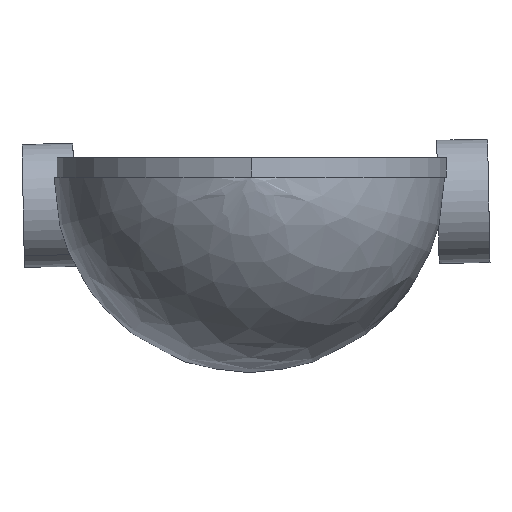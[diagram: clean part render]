
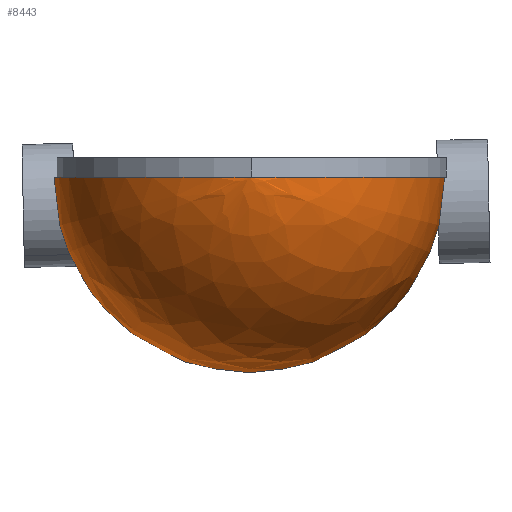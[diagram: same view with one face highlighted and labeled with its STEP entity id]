
A CAD part, left-side view. The second image highlights one B-rep face of the part: STEP entity #8443.
In plain terms, the highlighted free-form (B-spline) face has degree [3, 3] with [6, 4] control points.
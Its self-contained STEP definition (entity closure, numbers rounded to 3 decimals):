
#233 = VERTEX_POINT ( 'NONE', #3927 ) ;
#370 = CARTESIAN_POINT ( 'NONE',  ( 21.196, -58.365, -36.48 ) ) ;
#585 = CARTESIAN_POINT ( 'NONE',  ( 21.196, -67.288, 0. ) ) ;
#890 = CARTESIAN_POINT ( 'NONE',  ( 2.365, 103.379, 0. ) ) ;
#1040 = CARTESIAN_POINT ( 'NONE',  ( -156.725, 54.34, -85.199 ) ) ;
#1090 = CARTESIAN_POINT ( 'NONE',  ( -115.553, 101.408, 0. ) ) ;
#1255 = CARTESIAN_POINT ( 'NONE',  ( -162.954, 11.74, 0. ) ) ;
#1527 = CARTESIAN_POINT ( 'NONE',  ( -162.954, 11.74, 0. ) ) ;
#1580 = CARTESIAN_POINT ( 'NONE',  ( 21.196, 11.74, 0. ) ) ;
#1811 = AXIS2_PLACEMENT_3D ( 'NONE', #6154, #4429, #8063 ) ;
#1837 = CIRCLE ( 'NONE', #4261, 79.029 ) ;
#1870 = VERTEX_POINT ( 'NONE', #5719 ) ;
#1959 = CARTESIAN_POINT ( 'NONE',  ( -156.725, -30.859, -85.199 ) ) ;
#2013 = CARTESIAN_POINT ( 'NONE',  ( -37.063, -92.856, -209.192 ) ) ;
#2067 = CARTESIAN_POINT ( 'NONE',  ( 2.365, 103.379, -183.277 ) ) ;
#2128 = B_SPLINE_CURVE_WITH_KNOTS ( 'NONE', 3,
 ( #1527, #5817, #2395, #5933, #9436, #10352 ),
 .UNSPECIFIED., .F., .F.,
 ( 4, 1, 1, 4 ),
 ( 0., 0.518, 0.701, 1. ),
 .UNSPECIFIED. ) ;
#2358 = CIRCLE ( 'NONE', #1811, 79.029 ) ;
#2395 = CARTESIAN_POINT ( 'NONE',  ( -115.553, -77.927, 0. ) ) ;
#2502 = EDGE_CURVE ( 'NONE', #233, #7655, #2358, .T. ) ;
#2779 = CARTESIAN_POINT ( 'NONE',  ( -162.954, 11.74, 0. ) ) ;
#2893 = CARTESIAN_POINT ( 'NONE',  ( -37.063, 116.336, 0. ) ) ;
#3153 = EDGE_CURVE ( 'NONE', #1870, #233, #2128, .T. ) ;
#3258 = CARTESIAN_POINT ( 'NONE',  ( 21.196, 80.356, -39.21 ) ) ;
#3681 = VERTEX_POINT ( 'NONE', #8134 ) ;
#3718 = EDGE_CURVE ( 'NONE', #6413, #7655, #1837, .T. ) ;
#3771 = CARTESIAN_POINT ( 'NONE',  ( -115.553, -77.927, 0. ) ) ;
#3927 = CARTESIAN_POINT ( 'NONE',  ( 21.196, -67.288, 0. ) ) ;
#3993 = CARTESIAN_POINT ( 'NONE',  ( 2.365, -79.898, 0. ) ) ;
#4245 = EDGE_CURVE ( 'NONE', #3681, #6413, #10661, .T. ) ;
#4261 = AXIS2_PLACEMENT_3D ( 'NONE', #1580, #10130, #7717 ) ;
#4339 = DIRECTION ( 'NONE',  ( 0., 0., 1. ) ) ;
#4429 = DIRECTION ( 'NONE',  ( 1., 0., 0. ) ) ;
#4634 = CARTESIAN_POINT ( 'NONE',  ( -115.553, -77.927, -179.335 ) ) ;
#4809 = CARTESIAN_POINT ( 'NONE',  ( -156.725, 54.34, 0. ) ) ;
#4867 = CARTESIAN_POINT ( 'NONE',  ( 21.196, 90.769, 0. ) ) ;
#4916 = ORIENTED_EDGE ( 'NONE', *, *, #2502, .F. ) ;
#5290 = CARTESIAN_POINT ( 'NONE',  ( -156.725, 54.34, 0. ) ) ;
#5494 = CARTESIAN_POINT ( 'NONE',  ( -156.725, -30.859, 0. ) ) ;
#5553 = CARTESIAN_POINT ( 'NONE',  ( 2.365, 103.379, 0. ) ) ;
#5606 = CARTESIAN_POINT ( 'NONE',  ( 2.365, -79.898, -183.277 ) ) ;
#5666 = FACE_OUTER_BOUND ( 'NONE', #9075, .T. ) ;
#5719 = CARTESIAN_POINT ( 'NONE',  ( -162.954, 11.74, 0. ) ) ;
#5799 =( BOUNDED_SURFACE ( )  B_SPLINE_SURFACE ( 3, 3, ( 
 ( #2779, #8206, #6355, #1255 ),
 ( #4809, #1040, #1959, #5494 ),
 ( #1090, #7338, #4634, #3771 ),
 ( #2893, #6410, #2013, #9972 ),
 ( #5553, #2067, #5606, #3993 ),
 ( #4867, #8489, #7512, #585 ) ),
 .UNSPECIFIED., .F., .F., .F. ) 
 B_SPLINE_SURFACE_WITH_KNOTS ( ( 4, 1, 1, 4 ),
 ( 4, 4 ),
 ( 0., 0.518, 0.701, 1. ),
 ( 0., 1. ),
 .UNSPECIFIED. ) 
 GEOMETRIC_REPRESENTATION_ITEM ( )  RATIONAL_B_SPLINE_SURFACE ( (
 ( 1., 0.333, 0.333, 1.),
 ( 1., 0.333, 0.333, 1.),
 ( 1., 0.333, 0.333, 1.),
 ( 1., 0.333, 0.333, 1.),
 ( 1., 0.333, 0.333, 1.),
 ( 1., 0.333, 0.333, 1.) ) ) 
 REPRESENTATION_ITEM ( '' )  SURFACE ( )  );
#5817 = CARTESIAN_POINT ( 'NONE',  ( -156.725, -30.859, 0. ) ) ;
#5889 = DIRECTION ( 'NONE',  ( -1., 0., 0. ) ) ;
#5933 = CARTESIAN_POINT ( 'NONE',  ( -37.063, -92.856, 0. ) ) ;
#5985 = CARTESIAN_POINT ( 'NONE',  ( -162.954, 11.74, 0. ) ) ;
#6034 = CARTESIAN_POINT ( 'NONE',  ( 21.196, 90.769, 0. ) ) ;
#6154 = CARTESIAN_POINT ( 'NONE',  ( 21.196, 11.74, 0. ) ) ;
#6355 = CARTESIAN_POINT ( 'NONE',  ( -162.954, 11.74, 0. ) ) ;
#6410 = CARTESIAN_POINT ( 'NONE',  ( -37.063, 116.336, -209.192 ) ) ;
#6413 = VERTEX_POINT ( 'NONE', #3258 ) ;
#7338 = CARTESIAN_POINT ( 'NONE',  ( -115.553, 101.408, -179.335 ) ) ;
#7512 = CARTESIAN_POINT ( 'NONE',  ( 21.196, -67.288, -158.058 ) ) ;
#7561 = ORIENTED_EDGE ( 'NONE', *, *, #4245, .T. ) ;
#7655 = VERTEX_POINT ( 'NONE', #370 ) ;
#7717 = DIRECTION ( 'NONE',  ( 0., 0., 1. ) ) ;
#7735 = CARTESIAN_POINT ( 'NONE',  ( 21.196, 11.74, 0. ) ) ;
#8063 = DIRECTION ( 'NONE',  ( 0., 0., -1. ) ) ;
#8134 = CARTESIAN_POINT ( 'NONE',  ( 21.196, 90.769, 0. ) ) ;
#8206 = CARTESIAN_POINT ( 'NONE',  ( -162.954, 11.74, 0. ) ) ;
#8443 = ADVANCED_FACE ( 'NONE', ( #5666 ), #5799, .T. ) ;
#8489 = CARTESIAN_POINT ( 'NONE',  ( 21.196, 90.769, -158.058 ) ) ;
#8618 = ORIENTED_EDGE ( 'NONE', *, *, #10759, .T. ) ;
#9075 = EDGE_LOOP ( 'NONE', ( #7561, #11073, #4916, #10244, #8618 ) ) ;
#9436 = CARTESIAN_POINT ( 'NONE',  ( 2.365, -79.898, 0. ) ) ;
#9758 = B_SPLINE_CURVE_WITH_KNOTS ( 'NONE', 3,
 ( #5985, #5290, #10404, #11211, #890, #6034 ),
 .UNSPECIFIED., .F., .F.,
 ( 4, 1, 1, 4 ),
 ( 0., 0.518, 0.701, 1. ),
 .UNSPECIFIED. ) ;
#9972 = CARTESIAN_POINT ( 'NONE',  ( -37.063, -92.856, 0. ) ) ;
#10130 = DIRECTION ( 'NONE',  ( -1., 0., 0. ) ) ;
#10244 = ORIENTED_EDGE ( 'NONE', *, *, #3153, .F. ) ;
#10352 = CARTESIAN_POINT ( 'NONE',  ( 21.196, -67.288, 0. ) ) ;
#10404 = CARTESIAN_POINT ( 'NONE',  ( -115.553, 101.408, 0. ) ) ;
#10661 = CIRCLE ( 'NONE', #10854, 79.029 ) ;
#10759 = EDGE_CURVE ( 'NONE', #1870, #3681, #9758, .T. ) ;
#10854 = AXIS2_PLACEMENT_3D ( 'NONE', #7735, #5889, #4339 ) ;
#11073 = ORIENTED_EDGE ( 'NONE', *, *, #3718, .T. ) ;
#11211 = CARTESIAN_POINT ( 'NONE',  ( -37.063, 116.336, 0. ) ) ;
